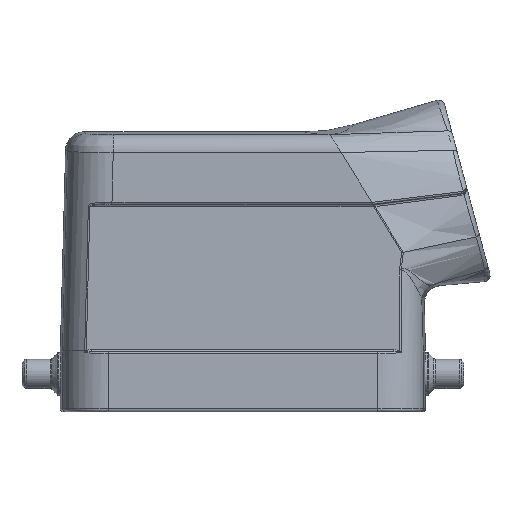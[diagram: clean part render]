
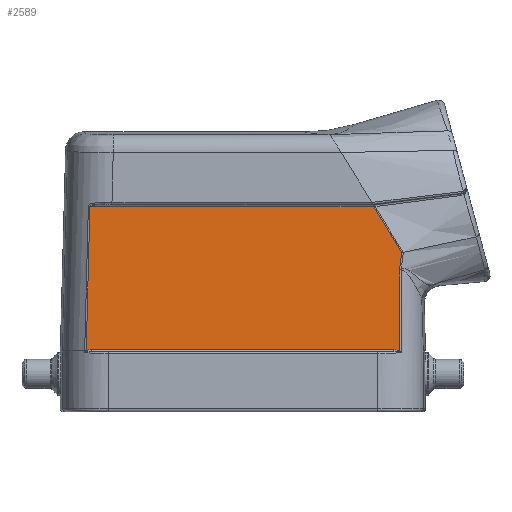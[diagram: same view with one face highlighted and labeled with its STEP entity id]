
A CAD part, front view. The second image highlights one B-rep face of the part: STEP entity #2589.
In plain terms, the highlighted planar face has unit normal (0, -1, 0.026).
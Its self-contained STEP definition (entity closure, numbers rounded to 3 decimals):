
#2277=FACE_OUTER_BOUND('',#3299,.T.);
#2589=ADVANCED_FACE('',(#2277),#2938,.F.);
#2938=PLANE('',#11196);
#3299=EDGE_LOOP('',(#3887,#3888,#3889,#3890,#3891,#3892,#3893,#3894,#3895,
#3896));
#3887=ORIENTED_EDGE('',*,*,#6021,.T.);
#3888=ORIENTED_EDGE('',*,*,#6022,.T.);
#3889=ORIENTED_EDGE('',*,*,#6023,.T.);
#3890=ORIENTED_EDGE('',*,*,#6024,.T.);
#3891=ORIENTED_EDGE('',*,*,#6025,.T.);
#3892=ORIENTED_EDGE('',*,*,#6026,.T.);
#3893=ORIENTED_EDGE('',*,*,#6027,.T.);
#3894=ORIENTED_EDGE('',*,*,#6028,.T.);
#3895=ORIENTED_EDGE('',*,*,#6029,.T.);
#3896=ORIENTED_EDGE('',*,*,#6030,.T.);
#5495=VERTEX_POINT('',#15271);
#5496=VERTEX_POINT('',#15272);
#5497=VERTEX_POINT('',#15280);
#5498=VERTEX_POINT('',#15282);
#5499=VERTEX_POINT('',#15290);
#5500=VERTEX_POINT('',#15304);
#5501=VERTEX_POINT('',#15309);
#5502=VERTEX_POINT('',#15311);
#5503=VERTEX_POINT('',#15313);
#5504=VERTEX_POINT('',#15315);
#6021=EDGE_CURVE('',#5495,#5496,#8829,.T.);
#6022=EDGE_CURVE('',#5496,#5497,#7188,.T.);
#6023=EDGE_CURVE('',#5497,#5498,#8830,.T.);
#6024=EDGE_CURVE('',#5498,#5499,#7189,.T.);
#6025=EDGE_CURVE('',#5499,#5500,#7190,.T.);
#6026=EDGE_CURVE('',#5500,#5501,#7191,.T.);
#6027=EDGE_CURVE('',#5501,#5502,#8831,.T.);
#6028=EDGE_CURVE('',#5502,#5503,#8832,.T.);
#6029=EDGE_CURVE('',#5503,#5504,#8833,.T.);
#6030=EDGE_CURVE('',#5504,#5495,#7192,.T.);
#7188=B_SPLINE_CURVE_WITH_KNOTS('',3,(#15273,#15274,#15275,#15276,#15277,
#15278,#15279),.UNSPECIFIED.,.F.,.F.,(4,3,4),(0.,0.616,1.),
 .UNSPECIFIED.);
#7189=B_SPLINE_CURVE_WITH_KNOTS('',3,(#15283,#15284,#15285,#15286,#15287,
#15288,#15289),.UNSPECIFIED.,.F.,.F.,(4,3,4),(0.,0.5,1.),
 .UNSPECIFIED.);
#7190=B_SPLINE_CURVE_WITH_KNOTS('',3,(#15291,#15292,#15293,#15294,#15295,
#15296,#15297,#15298,#15299,#15300,#15301,#15302,#15303),.UNSPECIFIED.,
 .F.,.F.,(4,3,3,3,4),(0.,0.232,0.5,0.902,
1.),.UNSPECIFIED.);
#7191=B_SPLINE_CURVE_WITH_KNOTS('',3,(#15305,#15306,#15307,#15308),
 .UNSPECIFIED.,.F.,.F.,(4,4),(0.,1.),.UNSPECIFIED.);
#7192=B_SPLINE_CURVE_WITH_KNOTS('',3,(#15316,#15317,#15318,#15319,#15320,
#15321,#15322),.UNSPECIFIED.,.F.,.F.,(4,3,4),(0.,0.32,1.),
 .UNSPECIFIED.);
#8829=LINE('',#15270,#9337);
#8830=LINE('',#15281,#9338);
#8831=LINE('',#15310,#9339);
#8832=LINE('',#15312,#9340);
#8833=LINE('',#15314,#9341);
#9337=VECTOR('',#11886,1.);
#9338=VECTOR('',#11887,1.);
#9339=VECTOR('',#11888,1.);
#9340=VECTOR('',#11889,1.);
#9341=VECTOR('',#11890,1.);
#11196=AXIS2_PLACEMENT_3D('',#15323,#11891,#11892);
#11886=DIRECTION('',(1.,0.,0.));
#11887=DIRECTION('',(0.001,0.026,1.));
#11888=DIRECTION('',(-1.,0.,0.));
#11889=DIRECTION('',(-0.025,-0.026,-0.999));
#11890=DIRECTION('',(0.001,-0.026,-1.));
#11891=DIRECTION('',(0.,1.,-0.026));
#11892=DIRECTION('',(0.,0.026,1.));
#15270=CARTESIAN_POINT('',(-32.,-20.232,1.219));
#15271=CARTESIAN_POINT('',(-24.823,-20.232,1.219));
#15272=CARTESIAN_POINT('',(24.823,-20.232,1.219));
#15273=CARTESIAN_POINT('',(24.823,-20.232,1.219));
#15274=CARTESIAN_POINT('',(25.018,-20.232,1.219));
#15275=CARTESIAN_POINT('',(25.214,-20.232,1.206));
#15276=CARTESIAN_POINT('',(25.404,-20.234,1.163));
#15277=CARTESIAN_POINT('',(25.522,-20.234,1.136));
#15278=CARTESIAN_POINT('',(25.64,-20.235,1.097));
#15279=CARTESIAN_POINT('',(25.743,-20.237,1.034));
#15280=CARTESIAN_POINT('',(25.743,-20.237,1.034));
#15281=CARTESIAN_POINT('',(25.752,-19.887,14.408));
#15282=CARTESIAN_POINT('',(25.752,-19.885,14.479));
#15283=CARTESIAN_POINT('',(25.752,-19.885,14.479));
#15284=CARTESIAN_POINT('',(25.848,-19.873,14.917));
#15285=CARTESIAN_POINT('',(25.925,-19.862,15.36));
#15286=CARTESIAN_POINT('',(25.985,-19.85,15.805));
#15287=CARTESIAN_POINT('',(26.045,-19.838,16.25));
#15288=CARTESIAN_POINT('',(26.088,-19.827,16.698));
#15289=CARTESIAN_POINT('',(26.114,-19.815,17.147));
#15290=CARTESIAN_POINT('',(26.114,-19.815,17.147));
#15291=CARTESIAN_POINT('',(26.114,-19.815,17.147));
#15292=CARTESIAN_POINT('',(25.765,-19.8,17.728));
#15293=CARTESIAN_POINT('',(25.416,-19.785,18.309));
#15294=CARTESIAN_POINT('',(25.066,-19.769,18.89));
#15295=CARTESIAN_POINT('',(24.663,-19.752,19.56));
#15296=CARTESIAN_POINT('',(24.258,-19.734,20.229));
#15297=CARTESIAN_POINT('',(23.853,-19.717,20.898));
#15298=CARTESIAN_POINT('',(23.245,-19.69,21.902));
#15299=CARTESIAN_POINT('',(22.636,-19.664,22.905));
#15300=CARTESIAN_POINT('',(22.025,-19.638,23.906));
#15301=CARTESIAN_POINT('',(21.875,-19.632,24.151));
#15302=CARTESIAN_POINT('',(21.726,-19.625,24.396));
#15303=CARTESIAN_POINT('',(21.576,-19.619,24.641));
#15304=CARTESIAN_POINT('',(21.576,-19.619,24.641));
#15305=CARTESIAN_POINT('',(21.576,-19.619,24.641));
#15306=CARTESIAN_POINT('',(21.562,-19.618,24.664));
#15307=CARTESIAN_POINT('',(21.551,-19.617,24.689));
#15308=CARTESIAN_POINT('',(21.545,-19.617,24.715));
#15309=CARTESIAN_POINT('',(21.545,-19.617,24.715));
#15310=CARTESIAN_POINT('',(-32.,-19.617,24.715));
#15311=CARTESIAN_POINT('',(-25.141,-19.617,24.715));
#15312=CARTESIAN_POINT('',(-25.743,-20.235,1.11));
#15313=CARTESIAN_POINT('',(-25.743,-20.235,1.112));
#15314=CARTESIAN_POINT('',(-25.743,-20.245,0.721));
#15315=CARTESIAN_POINT('',(-25.743,-20.237,1.034));
#15316=CARTESIAN_POINT('',(-25.743,-20.237,1.034));
#15317=CARTESIAN_POINT('',(-25.657,-20.236,1.087));
#15318=CARTESIAN_POINT('',(-25.56,-20.235,1.123));
#15319=CARTESIAN_POINT('',(-25.462,-20.234,1.149));
#15320=CARTESIAN_POINT('',(-25.255,-20.232,1.204));
#15321=CARTESIAN_POINT('',(-25.037,-20.232,1.219));
#15322=CARTESIAN_POINT('',(-24.823,-20.232,1.219));
#15323=CARTESIAN_POINT('',(-32.,-19.61,24.974));
